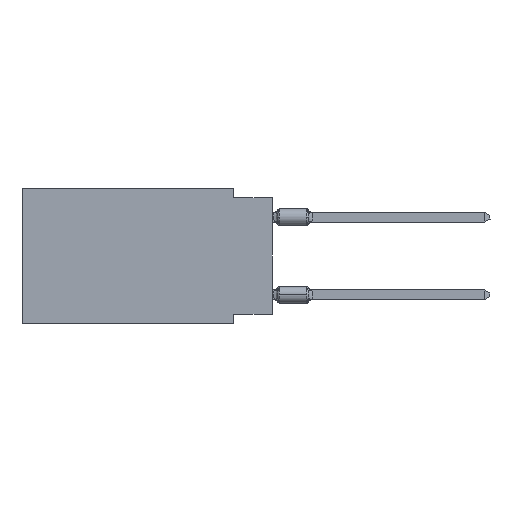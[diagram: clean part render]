
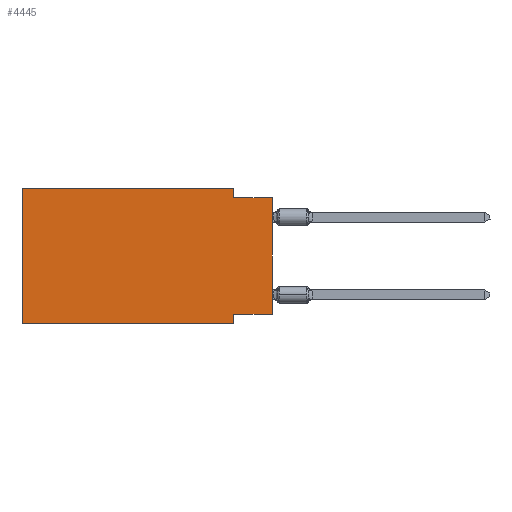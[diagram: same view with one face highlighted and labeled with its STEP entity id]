
A CAD part, left-side view. The second image highlights one B-rep face of the part: STEP entity #4445.
In plain terms, the highlighted planar face has unit normal (-1, 0, 0).
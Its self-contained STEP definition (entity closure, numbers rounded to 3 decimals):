
#880 = VERTEX_POINT ( 'NONE', #22439 ) ;
#901 = DIRECTION ( 'NONE',  ( 0., 0., -1. ) ) ;
#1835 = ORIENTED_EDGE ( 'NONE', *, *, #42201, .F. ) ;
#2344 = VECTOR ( 'NONE', #35313, 1000. ) ;
#2688 = VERTEX_POINT ( 'NONE', #22530 ) ;
#3128 = LINE ( 'NONE', #15358, #29846 ) ;
#4445 = ADVANCED_FACE ( 'NONE', ( #4668 ), #22694, .F. ) ;
#4668 = FACE_OUTER_BOUND ( 'NONE', #18504, .T. ) ;
#4835 = VERTEX_POINT ( 'NONE', #15690 ) ;
#5164 = CARTESIAN_POINT ( 'NONE',  ( 0., 2.54, -8.89 ) ) ;
#5459 = VERTEX_POINT ( 'NONE', #30952 ) ;
#5752 = DIRECTION ( 'NONE',  ( 0., 0., 1. ) ) ;
#6603 = VERTEX_POINT ( 'NONE', #27395 ) ;
#8110 = CARTESIAN_POINT ( 'NONE',  ( 0., 2.54, 0. ) ) ;
#8287 = LINE ( 'NONE', #5164, #37899 ) ;
#8713 = VECTOR ( 'NONE', #35622, 1000. ) ;
#9171 = VECTOR ( 'NONE', #24184, 1000. ) ;
#9337 = ORIENTED_EDGE ( 'NONE', *, *, #36694, .T. ) ;
#10144 = VECTOR ( 'NONE', #901, 1000. ) ;
#12844 = VECTOR ( 'NONE', #5752, 1000. ) ;
#12944 = VECTOR ( 'NONE', #19533, 1000. ) ;
#13138 = LINE ( 'NONE', #27799, #9171 ) ;
#14387 = LINE ( 'NONE', #43712, #8713 ) ;
#15251 = DIRECTION ( 'NONE',  ( 0., 0., -1. ) ) ;
#15358 = CARTESIAN_POINT ( 'NONE',  ( 0., 0., -8.255 ) ) ;
#15690 = CARTESIAN_POINT ( 'NONE',  ( 0., 2.54, -8.89 ) ) ;
#15985 = DIRECTION ( 'NONE',  ( 0., 0., -1. ) ) ;
#16006 = ORIENTED_EDGE ( 'NONE', *, *, #30401, .F. ) ;
#16567 = AXIS2_PLACEMENT_3D ( 'NONE', #18388, #19330, #15251 ) ;
#18388 = CARTESIAN_POINT ( 'NONE',  ( 0., 16.383, 0. ) ) ;
#18504 = EDGE_LOOP ( 'NONE', ( #9337, #21874, #1835, #42102, #16006, #20567, #25147, #31420 ) ) ;
#19330 = DIRECTION ( 'NONE',  ( 1., 0., 0. ) ) ;
#19533 = DIRECTION ( 'NONE',  ( 0., -1., 0. ) ) ;
#20262 = CARTESIAN_POINT ( 'NONE',  ( 0., 2.54, -0.635 ) ) ;
#20313 = CARTESIAN_POINT ( 'NONE',  ( 0., 2.54, -8.255 ) ) ;
#20567 = ORIENTED_EDGE ( 'NONE', *, *, #35873, .T. ) ;
#21574 = VERTEX_POINT ( 'NONE', #20262 ) ;
#21874 = ORIENTED_EDGE ( 'NONE', *, *, #32852, .F. ) ;
#22439 = CARTESIAN_POINT ( 'NONE',  ( 0., 2.54, 0. ) ) ;
#22530 = CARTESIAN_POINT ( 'NONE',  ( 0., 16.383, -8.89 ) ) ;
#22694 = PLANE ( 'NONE',  #16567 ) ;
#23240 = LINE ( 'NONE', #8110, #10144 ) ;
#24184 = DIRECTION ( 'NONE',  ( 0., -1., 0. ) ) ;
#25147 = ORIENTED_EDGE ( 'NONE', *, *, #33514, .F. ) ;
#27104 = EDGE_CURVE ( 'NONE', #41667, #47349, #3128, .T. ) ;
#27395 = CARTESIAN_POINT ( 'NONE',  ( 0., 0., -0.635 ) ) ;
#27799 = CARTESIAN_POINT ( 'NONE',  ( 0., 16.383, -8.89 ) ) ;
#29846 = VECTOR ( 'NONE', #44213, 1000. ) ;
#30401 = EDGE_CURVE ( 'NONE', #2688, #5459, #39157, .T. ) ;
#30952 = CARTESIAN_POINT ( 'NONE',  ( 0., 16.383, 0. ) ) ;
#31420 = ORIENTED_EDGE ( 'NONE', *, *, #27104, .F. ) ;
#32852 = EDGE_CURVE ( 'NONE', #21574, #6603, #14387, .T. ) ;
#33514 = EDGE_CURVE ( 'NONE', #47349, #4835, #8287, .T. ) ;
#34715 = EDGE_CURVE ( 'NONE', #5459, #880, #39890, .T. ) ;
#35074 = LINE ( 'NONE', #38924, #2344 ) ;
#35313 = DIRECTION ( 'NONE',  ( 0., 0., 1. ) ) ;
#35622 = DIRECTION ( 'NONE',  ( 0., -1., 0. ) ) ;
#35777 = CARTESIAN_POINT ( 'NONE',  ( 0., 16.383, 0. ) ) ;
#35873 = EDGE_CURVE ( 'NONE', #2688, #4835, #13138, .T. ) ;
#36694 = EDGE_CURVE ( 'NONE', #41667, #6603, #35074, .T. ) ;
#37899 = VECTOR ( 'NONE', #15985, 1000. ) ;
#38924 = CARTESIAN_POINT ( 'NONE',  ( 0., 0., 0. ) ) ;
#39157 = LINE ( 'NONE', #35777, #12844 ) ;
#39890 = LINE ( 'NONE', #43271, #12944 ) ;
#41667 = VERTEX_POINT ( 'NONE', #44008 ) ;
#42102 = ORIENTED_EDGE ( 'NONE', *, *, #34715, .F. ) ;
#42201 = EDGE_CURVE ( 'NONE', #880, #21574, #23240, .T. ) ;
#43271 = CARTESIAN_POINT ( 'NONE',  ( 0., 16.383, 0. ) ) ;
#43712 = CARTESIAN_POINT ( 'NONE',  ( 0., 0., -0.635 ) ) ;
#44008 = CARTESIAN_POINT ( 'NONE',  ( 0., 0., -8.255 ) ) ;
#44213 = DIRECTION ( 'NONE',  ( 0., 1., 0. ) ) ;
#47349 = VERTEX_POINT ( 'NONE', #20313 ) ;
